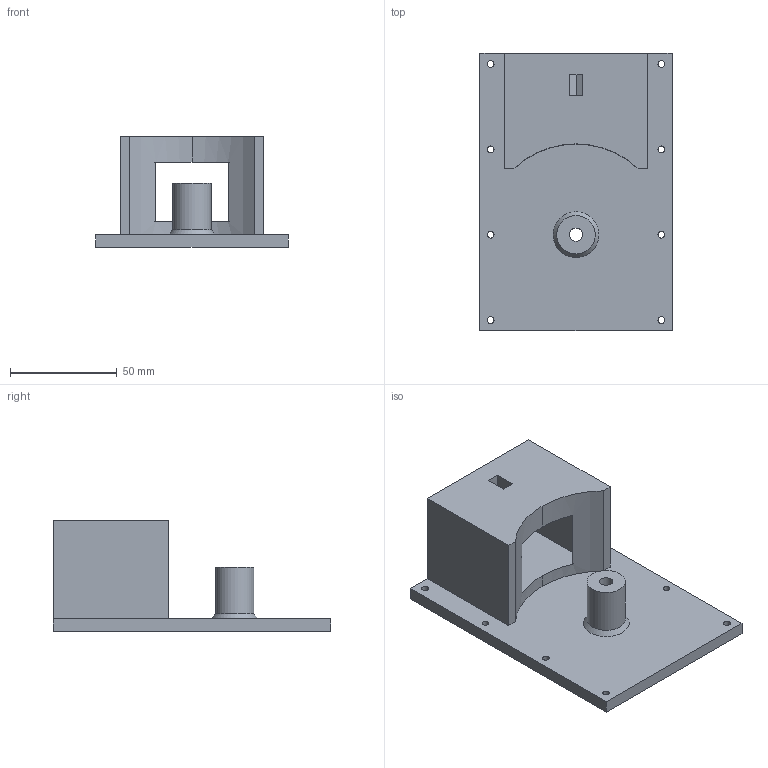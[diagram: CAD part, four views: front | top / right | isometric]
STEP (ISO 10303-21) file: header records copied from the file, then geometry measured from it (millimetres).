
FILE_DESCRIPTION(('HOOPS Exchange Step'),'2;1');
FILE_NAME('transformer-adapter.stp','2023-08-24T22:45:47+08:00',('biti'),('Unknown organisation'),'HOOPS Exchange 2023.1','HOOPS Exchange','Unknown authorisation');
FILE_SCHEMA( ('AP203_CONFIGURATION_CONTROLLED_3D_DESIGN_OF_MECHANICAL_PARTS_AND_ASSEMBLIES_MIM_LF') );
Length unit declared in the file: millimetre
Products named in the file (1): adapter
Bounding box: 90 x 130 x 52 mm (x, y, z)
Volume: 160985.7 mm3; surface area: 45275.9 mm2
Topology: 1 solids, 1 shells, 52 faces, 165 edges, 118 vertices
Faces by surface type: plane 37, cylinder 14, cone 1
Full cylindrical faces by diameter (mm): 3.2 x8, 3.5 x2, 6.2 x1, 18 x1
Entity records: 1944 total; most frequent: CARTESIAN_POINT 336, ORIENTED_EDGE 330, DIRECTION 329, EDGE_CURVE 165, VERTEX_POINT 118, AXIS2_PLACEMENT_3D 111, VECTOR 107, LINE 107
